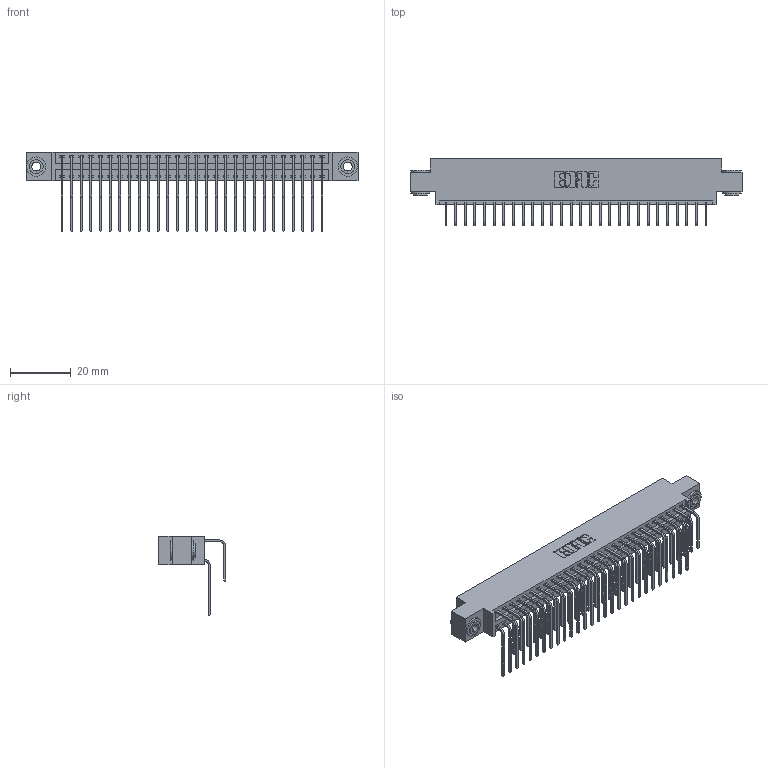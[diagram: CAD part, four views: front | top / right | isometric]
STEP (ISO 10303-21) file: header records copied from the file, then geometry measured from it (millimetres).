
FILE_DESCRIPTION (( 'STEP AP203' ), '1' );
FILE_NAME ('396-056-558-803.STEP', '2019-11-03T09:16:32', ( '' ), ( '' ), 'SwSTEP 2.0', 'SolidWorks 2016', '' );
FILE_SCHEMA (( 'CONFIG_CONTROL_DESIGN' ));
Length unit declared in the file: inch
Products named in the file (5): 345-250-002_345-250-002-102; 396-056-558-803; 345-292-001_558 Tail - 2; 346 Part_0.170 Offset - 0.156 Dia-TH; 345-292-001_558 559 Tail - 1
Assembly tree (59 placements, depth 2):
  396-056-558-803
    346 Part_0.170 Offset - 0.156 Dia-TH
    345-292-001_558 559 Tail - 1  x28
    345-292-001_558 Tail - 2  x28
    345-250-002_345-250-002-102  x2
Bounding box: 109.47 x 22.16 x 26.16 mm (x, y, z)
Volume: 10754.2 mm3; surface area: 16505.9 mm2
Topology: 59 solids, 59 shells, 3188 faces, 9433 edges, 6210 vertices
Faces by surface type: plane 2162, cylinder 1018, cone 8
Entity records: 22724 total; most frequent: CARTESIAN_POINT 3794, ORIENTED_EDGE 3670, DIRECTION 3397, EDGE_CURVE 1835, LINE 1527, VECTOR 1527, VERTEX_POINT 1218, AXIS2_PLACEMENT_3D 935
